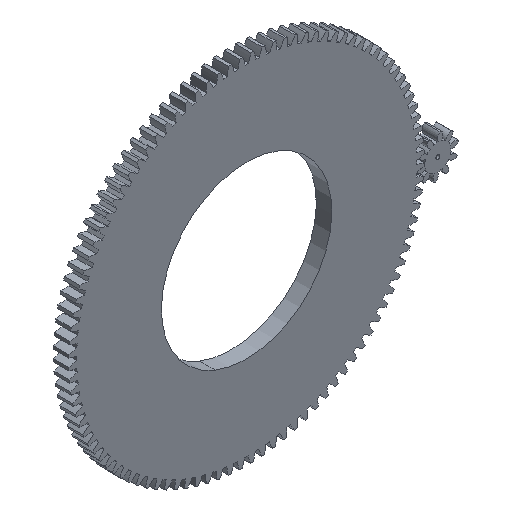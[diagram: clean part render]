
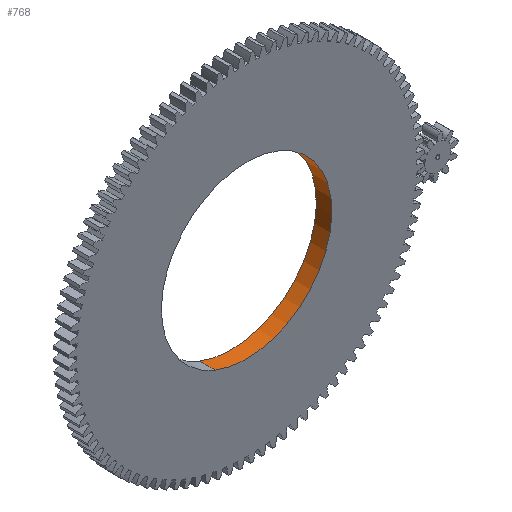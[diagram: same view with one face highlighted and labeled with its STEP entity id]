
A CAD part, isometric view. The second image highlights one B-rep face of the part: STEP entity #768.
In plain terms, the highlighted cylindrical face has radius 27.5 mm (diameter 55 mm), a partial arc.
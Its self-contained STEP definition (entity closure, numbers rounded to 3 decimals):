
#222 = AXIS2_PLACEMENT_3D ( 'NONE', #15117, #1586, #11553 ) ;
#691 = CARTESIAN_POINT ( 'NONE',  ( 0., 0., 0. ) ) ;
#768 = ADVANCED_FACE ( 'NONE', ( #14456 ), #3686, .F. ) ;
#1027 = CIRCLE ( 'NONE', #222, 27.5 ) ;
#1146 = LINE ( 'NONE', #15737, #12705 ) ;
#1157 = EDGE_CURVE ( 'NONE', #13005, #12407, #1146, .T. ) ;
#1425 = CARTESIAN_POINT ( 'NONE',  ( 0., 0., -27.5 ) ) ;
#1586 = DIRECTION ( 'NONE',  ( 1., 0., 0. ) ) ;
#1743 = EDGE_CURVE ( 'NONE', #13005, #5821, #1027, .T. ) ;
#2372 = EDGE_LOOP ( 'NONE', ( #8496, #11451, #13970, #7685 ) ) ;
#3657 = CIRCLE ( 'NONE', #11664, 27.5 ) ;
#3686 = CYLINDRICAL_SURFACE ( 'NONE', #13810, 27.5 ) ;
#5821 = VERTEX_POINT ( 'NONE', #12123 ) ;
#7176 = CARTESIAN_POINT ( 'NONE',  ( 50., 0., 0. ) ) ;
#7409 = CARTESIAN_POINT ( 'NONE',  ( 50., 0., 27.5 ) ) ;
#7685 = ORIENTED_EDGE ( 'NONE', *, *, #8774, .T. ) ;
#8032 = CARTESIAN_POINT ( 'NONE',  ( 0., 0., 27.5 ) ) ;
#8232 = DIRECTION ( 'NONE',  ( 0., 0., -1. ) ) ;
#8496 = ORIENTED_EDGE ( 'NONE', *, *, #1157, .F. ) ;
#8619 = DIRECTION ( 'NONE',  ( 0., 0., 1. ) ) ;
#8774 = EDGE_CURVE ( 'NONE', #15882, #12407, #3657, .T. ) ;
#9660 = DIRECTION ( 'NONE',  ( -1., 0., 0. ) ) ;
#9679 = DIRECTION ( 'NONE',  ( -1., 0., 0. ) ) ;
#11409 = VECTOR ( 'NONE', #15924, 1000. ) ;
#11451 = ORIENTED_EDGE ( 'NONE', *, *, #1743, .T. ) ;
#11553 = DIRECTION ( 'NONE',  ( 0., 0., 1. ) ) ;
#11664 = AXIS2_PLACEMENT_3D ( 'NONE', #691, #14229, #8232 ) ;
#12123 = CARTESIAN_POINT ( 'NONE',  ( 5., 0., 27.5 ) ) ;
#12407 = VERTEX_POINT ( 'NONE', #1425 ) ;
#12705 = VECTOR ( 'NONE', #9660, 1000. ) ;
#13005 = VERTEX_POINT ( 'NONE', #15497 ) ;
#13810 = AXIS2_PLACEMENT_3D ( 'NONE', #7176, #9679, #8619 ) ;
#13970 = ORIENTED_EDGE ( 'NONE', *, *, #14031, .T. ) ;
#14031 = EDGE_CURVE ( 'NONE', #5821, #15882, #14768, .T. ) ;
#14229 = DIRECTION ( 'NONE',  ( -1., 0., 0. ) ) ;
#14456 = FACE_OUTER_BOUND ( 'NONE', #2372, .T. ) ;
#14768 = LINE ( 'NONE', #7409, #11409 ) ;
#15117 = CARTESIAN_POINT ( 'NONE',  ( 5., 0., 0. ) ) ;
#15497 = CARTESIAN_POINT ( 'NONE',  ( 5., 0., -27.5 ) ) ;
#15737 = CARTESIAN_POINT ( 'NONE',  ( 50., 0., -27.5 ) ) ;
#15882 = VERTEX_POINT ( 'NONE', #8032 ) ;
#15924 = DIRECTION ( 'NONE',  ( -1., 0., 0. ) ) ;
